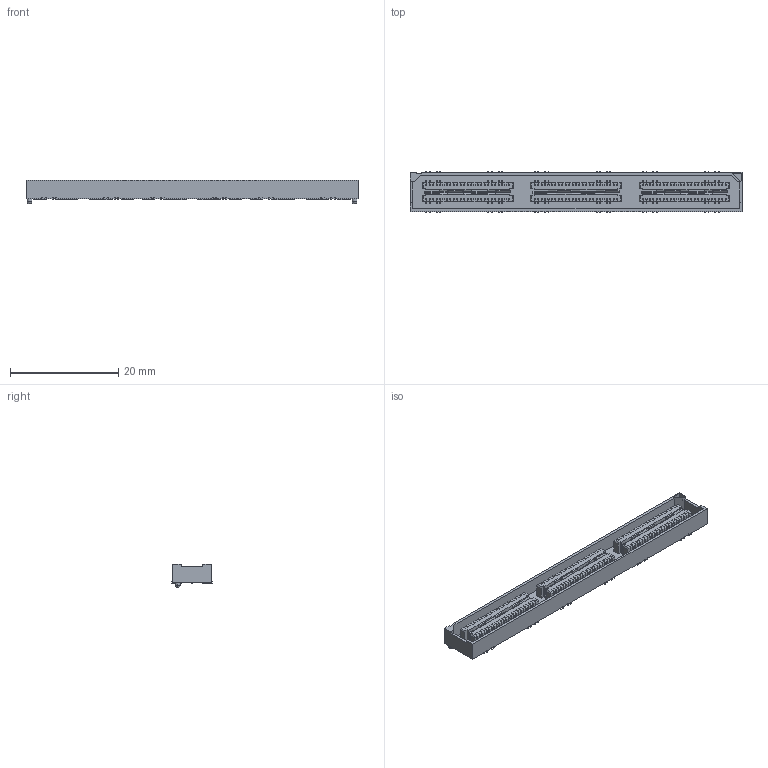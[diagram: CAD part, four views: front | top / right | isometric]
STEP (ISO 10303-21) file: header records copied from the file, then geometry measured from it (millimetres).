
FILE_DESCRIPTION((''),'2;1');
FILE_NAME('SAMTEC_QSS-048-01-L-D-DP-A.stp','2014-10-15T13:51:10',(''),(''),'Mechanical Desktop 2011','Mechanical Desktop 2011',', , ');
FILE_SCHEMA(('AUTOMOTIVE_DESIGN { 1 2 10303 214 1 1 1 1 }'));
Length unit declared in the file: millimetre
Products named in the file (1): Product
Bounding box: 61.28 x 7.49 x 4.38 mm (x, y, z)
Volume: 803.8 mm3; surface area: 3587.7 mm2
Topology: 120 solids, 120 shells, 2139 faces, 5649 edges, 3747 vertices
Faces by surface type: plane 1447, bspline 528, cylinder 160, sphere 4
Entity records: 66675 total; most frequent: CARTESIAN_POINT 14799, ORIENTED_EDGE 11288, DIRECTION 9432, EDGE_CURVE 5644, VECTOR 5080, LINE 5080, VERTEX_POINT 3746, AXIS2_PLACEMENT_3D 2176
